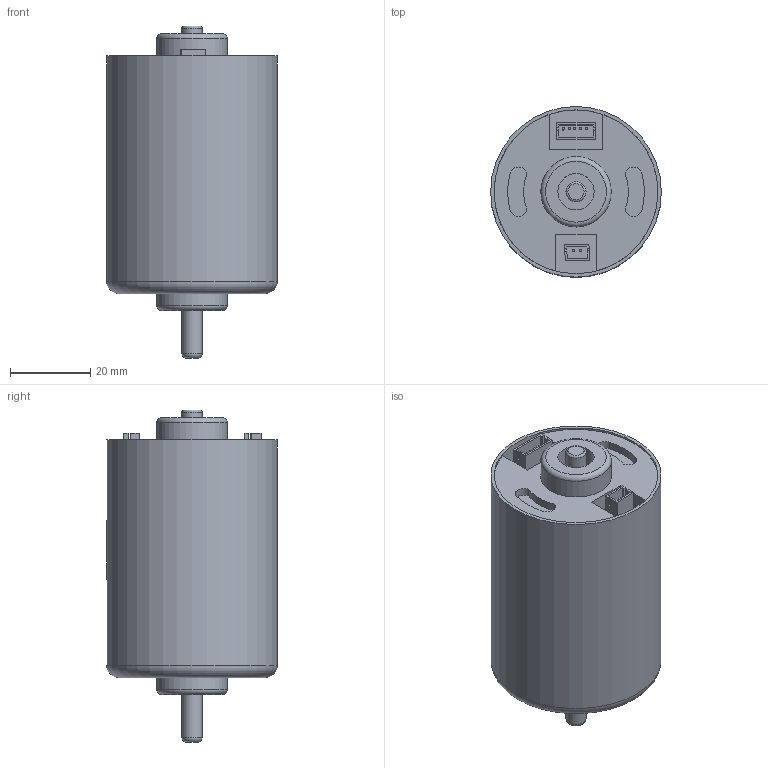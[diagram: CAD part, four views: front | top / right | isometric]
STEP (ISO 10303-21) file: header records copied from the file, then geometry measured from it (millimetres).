
FILE_DESCRIPTION(/* description */ ('Unknown'),/* implementation_level */ '2;1');
FILE_NAME(/* name */ '4259 BT-I',/* time_stamp */ '2024-04-25T09:34:47+02:00',/* author */ ('Unknown'),/* organization */ ('Unknown'),/* preprocessor_version */ 'ST-DEVELOPER v19.4',/* originating_system */ 'Solid Edge',/* authorisation */ 'Unknown');
FILE_SCHEMA (('AUTOMOTIVE_DESIGN {1 0 10303 214 3 1 1}'));
Length unit declared in the file: millimetre
Products named in the file (1): 4259 BT-I
Bounding box: 42.4 x 42.4 x 82.5 mm (x, y, z)
Volume: 83497.9 mm3; surface area: 13130.2 mm2
Topology: 1 solids, 1 shells, 124 faces, 296 edges, 197 vertices
Faces by surface type: plane 97, cylinder 22, torus 5
Full cylindrical faces by diameter (mm): 3 x1, 3.242 x4, 5 x2, 9 x2, 17.5 x2, 19.5 x1, 40.7 x1, 42.4 x1
Entity records: 4298 total; most frequent: CARTESIAN_POINT 585, DIRECTION 572, ORIENTED_EDGE 540, EDGE_CURVE 270, LINE 218, VECTOR 218, VERTEX_POINT 190, AXIS2_PLACEMENT_3D 177
